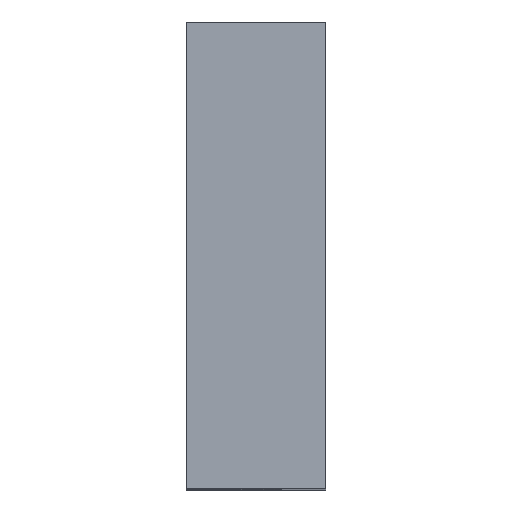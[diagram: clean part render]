
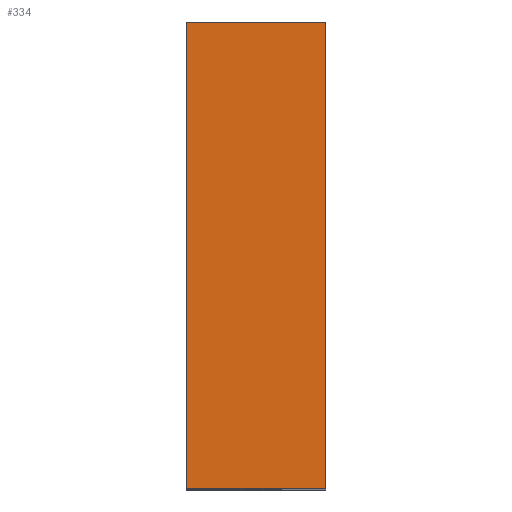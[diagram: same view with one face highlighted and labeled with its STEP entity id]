
A CAD part, top view. The second image highlights one B-rep face of the part: STEP entity #334.
In plain terms, the highlighted planar face has unit normal (0, 0, 1).
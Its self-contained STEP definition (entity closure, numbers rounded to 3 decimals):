
#118=CARTESIAN_POINT('Vertex',(6.,-10.,17.5)) ;
#134=CARTESIAN_POINT('Vertex',(6.,10.,17.5)) ;
#137=CARTESIAN_POINT('Line Origine',(6.,0.,17.5)) ;
#226=CARTESIAN_POINT('Line Origine',(3.,-10.,17.5)) ;
#230=CARTESIAN_POINT('Vertex',(0.,-10.,17.5)) ;
#289=CARTESIAN_POINT('Vertex',(0.,10.,17.5)) ;
#292=CARTESIAN_POINT('Line Origine',(3.,10.,17.5)) ;
#318=CARTESIAN_POINT('Axis2P3D Location',(0.,-10.,17.5)) ;
#323=CARTESIAN_POINT('Line Origine',(0.,0.,17.5)) ;
#138=DIRECTION('Vector Direction',(0.,1.,0.)) ;
#227=DIRECTION('Vector Direction',(1.,0.,0.)) ;
#293=DIRECTION('Vector Direction',(1.,0.,0.)) ;
#319=DIRECTION('Axis2P3D Direction',(0.,0.,-1.)) ;
#320=DIRECTION('Axis2P3D XDirection',(0.,1.,0.)) ;
#324=DIRECTION('Vector Direction',(0.,1.,0.)) ;
#321=AXIS2_PLACEMENT_3D('Plane Axis2P3D',#318,#319,#320) ;
#329=ORIENTED_EDGE('',*,*,#296,.F.) ;
#330=ORIENTED_EDGE('',*,*,#327,.T.) ;
#331=ORIENTED_EDGE('',*,*,#232,.T.) ;
#332=ORIENTED_EDGE('',*,*,#141,.F.) ;
#139=VECTOR('Line Direction',#138,1.) ;
#228=VECTOR('Line Direction',#227,1.) ;
#294=VECTOR('Line Direction',#293,1.) ;
#325=VECTOR('Line Direction',#324,1.) ;
#334=ADVANCED_FACE('Corps principal',(#333),#322,.F.) ;
#141=EDGE_CURVE('',#135,#119,#140,.F.) ;
#232=EDGE_CURVE('',#231,#119,#229,.T.) ;
#296=EDGE_CURVE('',#290,#135,#295,.T.) ;
#327=EDGE_CURVE('',#290,#231,#326,.F.) ;
#328=EDGE_LOOP('',(#329,#330,#331,#332)) ;
#333=FACE_OUTER_BOUND('',#328,.T.) ;
#140=LINE('Line',#137,#139) ;
#229=LINE('Line',#226,#228) ;
#295=LINE('Line',#292,#294) ;
#326=LINE('Line',#323,#325) ;
#322=PLANE('Plane',#321) ;
#119=VERTEX_POINT('',#118) ;
#135=VERTEX_POINT('',#134) ;
#231=VERTEX_POINT('',#230) ;
#290=VERTEX_POINT('',#289) ;
